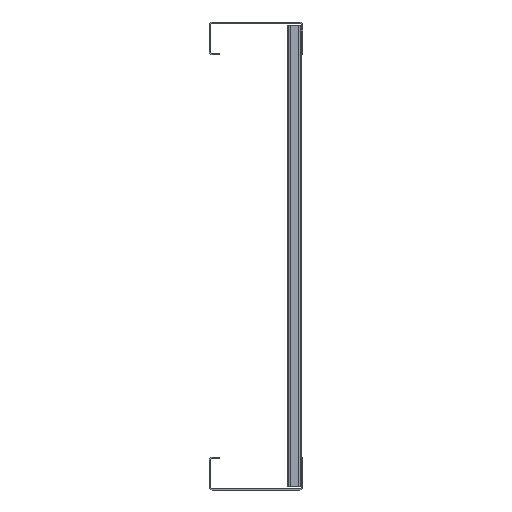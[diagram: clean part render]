
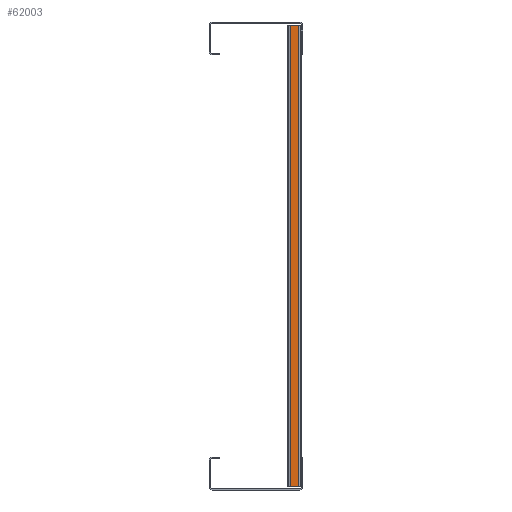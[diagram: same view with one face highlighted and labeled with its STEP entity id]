
A CAD part, left-side view. The second image highlights one B-rep face of the part: STEP entity #62003.
In plain terms, the highlighted planar face has unit normal (-1, 0, 0).
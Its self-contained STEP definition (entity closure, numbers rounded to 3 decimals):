
#61448=DIRECTION('',(0.,0.,1.));
#61449=VECTOR('',#61448,493.);
#61450=CARTESIAN_POINT('',(-15.,3.,-246.5));
#61451=LINE('',#61450,#61449);
#61452=DIRECTION('',(0.,0.,1.));
#61453=VECTOR('',#61452,493.);
#61454=CARTESIAN_POINT('',(-15.,12.,-246.5));
#61455=LINE('',#61454,#61453);
#61456=DIRECTION('',(0.,-1.,0.));
#61457=VECTOR('',#61456,9.);
#61458=CARTESIAN_POINT('',(-15.,12.,-246.5));
#61459=LINE('',#61458,#61457);
#61472=DIRECTION('',(0.,-1.,0.));
#61473=VECTOR('',#61472,9.);
#61474=CARTESIAN_POINT('',(-15.,12.,246.5));
#61475=LINE('',#61474,#61473);
#61586=CARTESIAN_POINT('',(-15.,12.,-246.5));
#61587=VERTEX_POINT('',#61586);
#61588=CARTESIAN_POINT('',(-15.,3.,-246.5));
#61589=VERTEX_POINT('',#61588);
#61606=CARTESIAN_POINT('',(-15.,12.,246.5));
#61607=VERTEX_POINT('',#61606);
#61608=CARTESIAN_POINT('',(-15.,3.,246.5));
#61609=VERTEX_POINT('',#61608);
#61989=CARTESIAN_POINT('',(-15.,12.,-246.5));
#61990=DIRECTION('',(-1.,0.,0.));
#61991=DIRECTION('',(0.,-1.,0.));
#61992=AXIS2_PLACEMENT_3D('',#61989,#61990,#61991);
#61993=PLANE('',#61992);
#61995=ORIENTED_EDGE('',*,*,#61994,.F.);
#61997=ORIENTED_EDGE('',*,*,#61996,.T.);
#61999=ORIENTED_EDGE('',*,*,#61998,.T.);
#62000=ORIENTED_EDGE('',*,*,#61981,.F.);
#62001=EDGE_LOOP('',(#61995,#61997,#61999,#62000));
#62002=FACE_OUTER_BOUND('',#62001,.F.);
#62003=ADVANCED_FACE('',(#62002),#61993,.T.);
#61981=EDGE_CURVE('',#61589,#61609,#61451,.T.);
#61994=EDGE_CURVE('',#61587,#61589,#61459,.T.);
#61996=EDGE_CURVE('',#61587,#61607,#61455,.T.);
#61998=EDGE_CURVE('',#61607,#61609,#61475,.T.);
